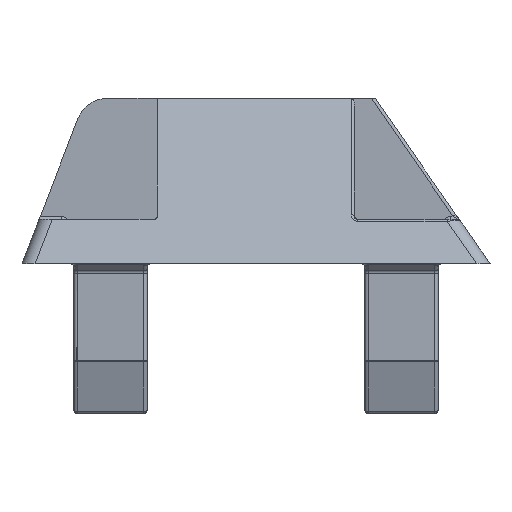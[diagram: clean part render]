
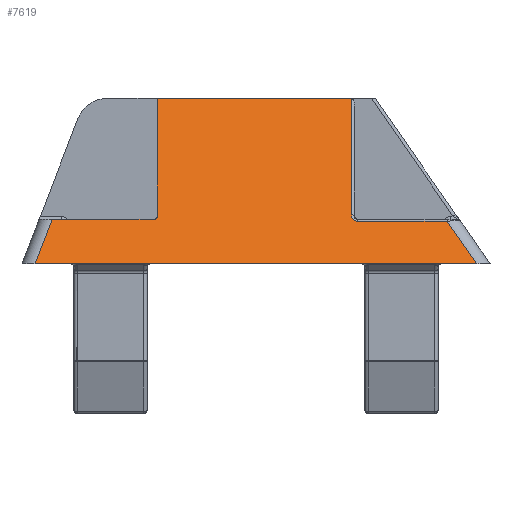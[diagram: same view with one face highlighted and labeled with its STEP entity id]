
A CAD part, left-side view. The second image highlights one B-rep face of the part: STEP entity #7619.
In plain terms, the highlighted planar face has unit normal (-0.914, 0, 0.405).
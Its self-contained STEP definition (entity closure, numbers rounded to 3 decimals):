
#99=PLANE('',#8220);
#217=ELLIPSE('',#8221,0.109,0.1);
#270=B_SPLINE_CURVE_WITH_KNOTS('',3,(#12417,#12418,#12419,#12420,#12421,
#12422,#12423),.UNSPECIFIED.,.F.,.F.,(4,3,4),(4.712,5.498,
6.283),.UNSPECIFIED.);
#352=LINE('',#11911,#940);
#432=LINE('',#12213,#1020);
#474=LINE('',#12426,#1062);
#475=LINE('',#12427,#1063);
#476=LINE('',#12431,#1064);
#477=LINE('',#12433,#1065);
#478=LINE('',#12434,#1066);
#479=LINE('',#12435,#1067);
#940=VECTOR('',#9200,1000.);
#1020=VECTOR('',#9376,1000.);
#1062=VECTOR('',#9452,1000.);
#1063=VECTOR('',#9453,1000.);
#1064=VECTOR('',#9456,1000.);
#1065=VECTOR('',#9457,1000.);
#1066=VECTOR('',#9458,1000.);
#1067=VECTOR('',#9459,1000.);
#2010=ORIENTED_EDGE('',*,*,#4384,.F.);
#2011=ORIENTED_EDGE('',*,*,#4385,.T.);
#2012=ORIENTED_EDGE('',*,*,#4322,.F.);
#2013=ORIENTED_EDGE('',*,*,#4386,.T.);
#2014=ORIENTED_EDGE('',*,*,#4387,.T.);
#2015=ORIENTED_EDGE('',*,*,#4388,.T.);
#2016=ORIENTED_EDGE('',*,*,#4389,.T.);
#2017=ORIENTED_EDGE('',*,*,#4191,.T.);
#2018=ORIENTED_EDGE('',*,*,#4390,.T.);
#2019=ORIENTED_EDGE('',*,*,#4391,.T.);
#4191=EDGE_CURVE('',#5382,#5381,#352,.T.);
#4322=EDGE_CURVE('',#5507,#5508,#432,.T.);
#4384=EDGE_CURVE('',#5564,#5565,#270,.T.);
#4385=EDGE_CURVE('',#5564,#5508,#474,.T.);
#4386=EDGE_CURVE('',#5507,#5566,#475,.T.);
#4387=EDGE_CURVE('',#5566,#5567,#217,.T.);
#4388=EDGE_CURVE('',#5567,#5568,#476,.T.);
#4389=EDGE_CURVE('',#5568,#5382,#477,.T.);
#4390=EDGE_CURVE('',#5381,#5360,#478,.T.);
#4391=EDGE_CURVE('',#5360,#5565,#479,.T.);
#5360=VERTEX_POINT('',#11803);
#5381=VERTEX_POINT('',#11910);
#5382=VERTEX_POINT('',#11912);
#5507=VERTEX_POINT('',#12212);
#5508=VERTEX_POINT('',#12214);
#5564=VERTEX_POINT('',#12424);
#5565=VERTEX_POINT('',#12425);
#5566=VERTEX_POINT('',#12428);
#5567=VERTEX_POINT('',#12430);
#5568=VERTEX_POINT('',#12432);
#6523=EDGE_LOOP('',(#2010,#2011,#2012,#2013,#2014,#2015,#2016,#2017,#2018,
#2019));
#7041=FACE_BOUND('',#6523,.T.);
#7619=ADVANCED_FACE('',(#7041),#99,.F.);
#8220=AXIS2_PLACEMENT_3D('',#12416,#9450,#9451);
#8221=AXIS2_PLACEMENT_3D('',#12429,#9454,#9455);
#9200=DIRECTION('',(0.,-1.,0.));
#9376=DIRECTION('',(0.,-1.,0.));
#9450=DIRECTION('',(0.915,0.,-0.405));
#9451=DIRECTION('',(0.405,0.,0.915));
#9452=DIRECTION('',(0.405,0.,0.915));
#9453=DIRECTION('',(-0.405,0.,-0.915));
#9454=DIRECTION('',(0.915,0.,-0.405));
#9455=DIRECTION('',(-0.405,0.,-0.915));
#9456=DIRECTION('',(0.,1.,0.));
#9457=DIRECTION('',(-0.382,0.332,-0.863));
#9458=DIRECTION('',(0.342,0.535,0.773));
#9459=DIRECTION('',(0.,1.,0.));
#11803=CARTESIAN_POINT('',(14.393,13.003,7.435));
#11910=CARTESIAN_POINT('',(13.8,12.075,6.095));
#11911=CARTESIAN_POINT('',(13.8,26.354,6.095));
#11912=CARTESIAN_POINT('',(13.8,25.942,6.095));
#12212=CARTESIAN_POINT('',(16.1,22.104,11.295));
#12213=CARTESIAN_POINT('',(16.1,26.354,11.295));
#12214=CARTESIAN_POINT('',(16.1,16.004,11.295));
#12416=CARTESIAN_POINT('',(13.8,26.354,6.095));
#12417=CARTESIAN_POINT('',(14.482,16.004,7.635));
#12418=CARTESIAN_POINT('',(14.459,16.004,7.583));
#12419=CARTESIAN_POINT('',(14.436,15.983,7.531));
#12420=CARTESIAN_POINT('',(14.419,15.945,7.494));
#12421=CARTESIAN_POINT('',(14.403,15.908,7.457));
#12422=CARTESIAN_POINT('',(14.393,15.857,7.435));
#12423=CARTESIAN_POINT('',(14.393,15.804,7.435));
#12424=CARTESIAN_POINT('',(14.482,16.004,7.635));
#12425=CARTESIAN_POINT('',(14.393,15.804,7.435));
#12426=CARTESIAN_POINT('',(16.1,16.004,11.295));
#12427=CARTESIAN_POINT('',(16.1,22.104,11.295));
#12428=CARTESIAN_POINT('',(14.464,22.104,7.595));
#12429=CARTESIAN_POINT('',(14.464,22.204,7.595));
#12430=CARTESIAN_POINT('',(14.42,22.204,7.495));
#12431=CARTESIAN_POINT('',(14.42,26.354,7.495));
#12432=CARTESIAN_POINT('',(14.42,25.403,7.495));
#12433=CARTESIAN_POINT('',(13.748,25.987,5.977));
#12434=CARTESIAN_POINT('',(14.343,12.924,7.321));
#12435=CARTESIAN_POINT('',(14.393,15.904,7.435));
